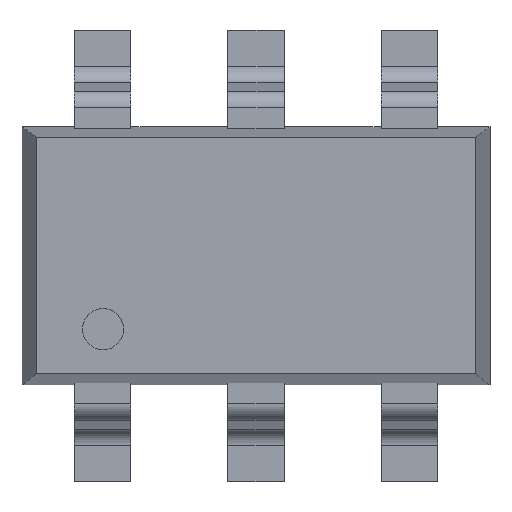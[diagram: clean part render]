
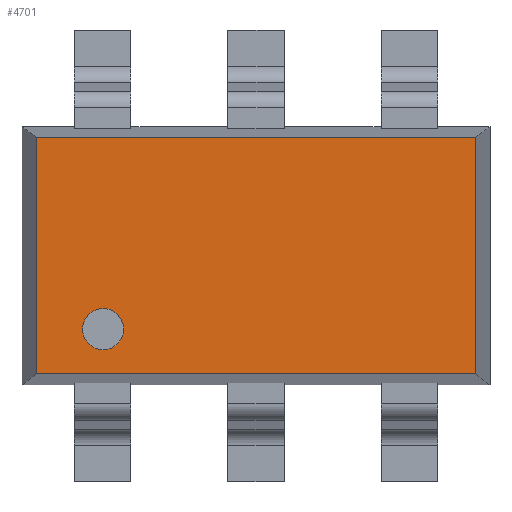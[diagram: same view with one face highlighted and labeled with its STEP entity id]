
A CAD part, top view. The second image highlights one B-rep face of the part: STEP entity #4701.
In plain terms, the highlighted planar face has unit normal (0, 0, 1).
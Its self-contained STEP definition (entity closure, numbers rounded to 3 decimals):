
#208 = VECTOR ( 'NONE', #1641, 1000. ) ;
#374 = VERTEX_POINT ( 'NONE', #3863 ) ;
#575 = EDGE_CURVE ( 'NONE', #374, #2305, #4367, .T. ) ;
#690 = CARTESIAN_POINT ( 'NONE',  ( -0.947, -0.456, 1.25 ) ) ;
#718 = EDGE_CURVE ( 'NONE', #374, #1503, #2494, .T. ) ;
#735 = LINE ( 'NONE', #5320, #3171 ) ;
#892 = VERTEX_POINT ( 'NONE', #2687 ) ;
#987 = LINE ( 'NONE', #5315, #4751 ) ;
#1042 = AXIS2_PLACEMENT_3D ( 'NONE', #690, #1593, #4691 ) ;
#1062 = CIRCLE ( 'NONE', #1042, 0.127 ) ;
#1288 = CARTESIAN_POINT ( 'NONE',  ( -1.361, -0.732, 1.25 ) ) ;
#1503 = VERTEX_POINT ( 'NONE', #3168 ) ;
#1593 = DIRECTION ( 'NONE',  ( 0., 0., 1. ) ) ;
#1641 = DIRECTION ( 'NONE',  ( -1., 0., 0. ) ) ;
#1918 = CARTESIAN_POINT ( 'NONE',  ( 1.361, -10.625, 1.25 ) ) ;
#2008 = CARTESIAN_POINT ( 'NONE',  ( -1.075, -0.456, 1.25 ) ) ;
#2094 = CIRCLE ( 'NONE', #2433, 0.127 ) ;
#2156 = DIRECTION ( 'NONE',  ( 0., 0., 1. ) ) ;
#2180 = FACE_BOUND ( 'NONE', #2887, .T. ) ;
#2305 = VERTEX_POINT ( 'NONE', #1288 ) ;
#2352 = EDGE_CURVE ( 'NONE', #892, #3495, #2094, .T. ) ;
#2433 = AXIS2_PLACEMENT_3D ( 'NONE', #3918, #2156, #5361 ) ;
#2494 = LINE ( 'NONE', #1918, #2915 ) ;
#2505 = CARTESIAN_POINT ( 'NONE',  ( 1.45, -0.732, 1.25 ) ) ;
#2687 = CARTESIAN_POINT ( 'NONE',  ( -0.82, -0.456, 1.25 ) ) ;
#2887 = EDGE_LOOP ( 'NONE', ( #5036, #3580 ) ) ;
#2893 = VERTEX_POINT ( 'NONE', #4164 ) ;
#2915 = VECTOR ( 'NONE', #5447, 1000. ) ;
#3168 = CARTESIAN_POINT ( 'NONE',  ( 1.361, 0.732, 1.25 ) ) ;
#3171 = VECTOR ( 'NONE', #4866, 1000. ) ;
#3467 = DIRECTION ( 'NONE',  ( 1., 0., 0. ) ) ;
#3495 = VERTEX_POINT ( 'NONE', #2008 ) ;
#3570 = ORIENTED_EDGE ( 'NONE', *, *, #575, .F. ) ;
#3580 = ORIENTED_EDGE ( 'NONE', *, *, #4575, .F. ) ;
#3657 = EDGE_CURVE ( 'NONE', #2305, #2893, #735, .T. ) ;
#3812 = PLANE ( 'NONE',  #5321 ) ;
#3863 = CARTESIAN_POINT ( 'NONE',  ( 1.361, -0.732, 1.25 ) ) ;
#3915 = DIRECTION ( 'NONE',  ( 0., 0., 1. ) ) ;
#3918 = CARTESIAN_POINT ( 'NONE',  ( -0.947, -0.456, 1.25 ) ) ;
#3994 = ORIENTED_EDGE ( 'NONE', *, *, #718, .T. ) ;
#4121 = ORIENTED_EDGE ( 'NONE', *, *, #3657, .F. ) ;
#4164 = CARTESIAN_POINT ( 'NONE',  ( -1.361, 0.732, 1.25 ) ) ;
#4367 = LINE ( 'NONE', #2505, #208 ) ;
#4405 = DIRECTION ( 'NONE',  ( -1., 0., 0. ) ) ;
#4575 = EDGE_CURVE ( 'NONE', #3495, #892, #1062, .T. ) ;
#4691 = DIRECTION ( 'NONE',  ( 1., 0., 0. ) ) ;
#4701 = ADVANCED_FACE ( 'NONE', ( #2180, #4824 ), #3812, .T. ) ;
#4751 = VECTOR ( 'NONE', #4405, 1000. ) ;
#4786 = ORIENTED_EDGE ( 'NONE', *, *, #5250, .T. ) ;
#4824 = FACE_OUTER_BOUND ( 'NONE', #5724, .T. ) ;
#4866 = DIRECTION ( 'NONE',  ( 0., 1., 0. ) ) ;
#5036 = ORIENTED_EDGE ( 'NONE', *, *, #2352, .F. ) ;
#5250 = EDGE_CURVE ( 'NONE', #1503, #2893, #987, .T. ) ;
#5270 = CARTESIAN_POINT ( 'NONE',  ( 0., 0., 1.25 ) ) ;
#5315 = CARTESIAN_POINT ( 'NONE',  ( 1.45, 0.732, 1.25 ) ) ;
#5320 = CARTESIAN_POINT ( 'NONE',  ( -1.361, -10.625, 1.25 ) ) ;
#5321 = AXIS2_PLACEMENT_3D ( 'NONE', #5270, #3915, #3467 ) ;
#5361 = DIRECTION ( 'NONE',  ( 1., 0., 0. ) ) ;
#5447 = DIRECTION ( 'NONE',  ( 0., 1., 0. ) ) ;
#5724 = EDGE_LOOP ( 'NONE', ( #4786, #4121, #3570, #3994 ) ) ;
